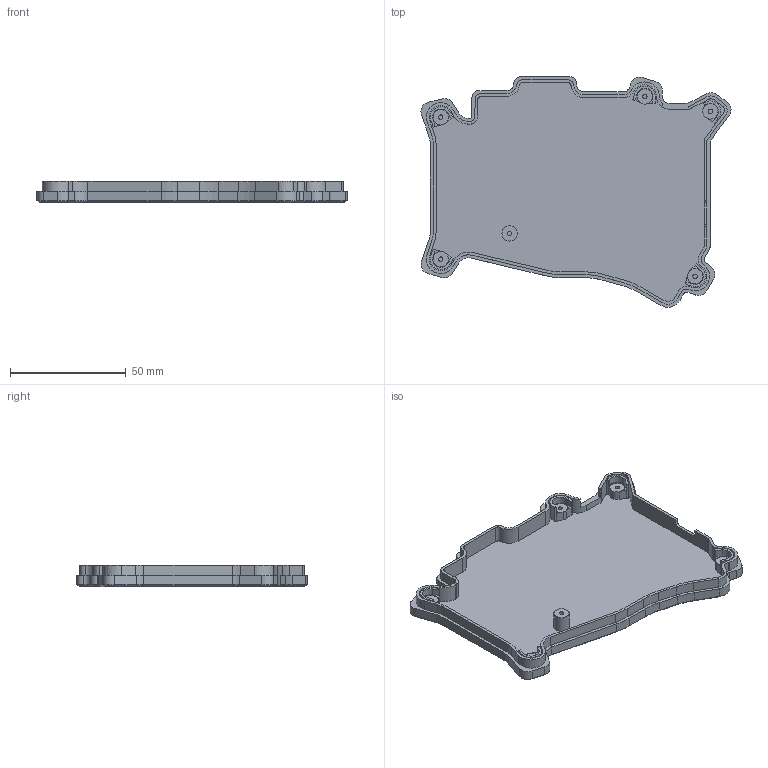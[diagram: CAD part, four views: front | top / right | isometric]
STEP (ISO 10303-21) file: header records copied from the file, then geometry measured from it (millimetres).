
FILE_DESCRIPTION(/* description */ ('STEP AP242','CAx-IF Rec.Pracs.---Representation and Presentation of Product Manufacturing Information (PMI)---4.0---2014-10-13','CAx-IF Rec.Pracs.---3D Tessellated Geometry---0.4---2014-09-14','2;1'),/* implementation_level */ '2;1');
FILE_NAME(/* name */ '66141fd670e9994d86921d55',/* time_stamp */ '2024-04-08T16:48:22Z',/* author */ (''),/* organization */ (''),/* preprocessor_version */ 'ST-DEVELOPER v20',/* originating_system */ ' ',/* authorisation */ ' ');
FILE_SCHEMA (('AP242_MANAGED_MODEL_BASED_3D_ENGINEERING_MIM_LF { 1 0 10303 442 1 1 4 }'));
Length unit declared in the file: metre
Products named in the file (1): Case Base
Bounding box: 133.64 x 99.41 x 9.4 mm (x, y, z)
Volume: 27066.2 mm3; surface area: 28631.2 mm2
Topology: 1 solids, 1 shells, 333 faces, 865 edges, 551 vertices
Faces by surface type: plane 184, cylinder 120, cone 29
Full cylindrical faces by diameter (mm): 1.9 x6, 6.6 x1, 8.8 x4
Entity records: 10103 total; most frequent: DIRECTION 1793, CARTESIAN_POINT 1742, ORIENTED_EDGE 1708, EDGE_CURVE 854, AXIS2_PLACEMENT_3D 606, LINE 581, VECTOR 581, VERTEX_POINT 551
